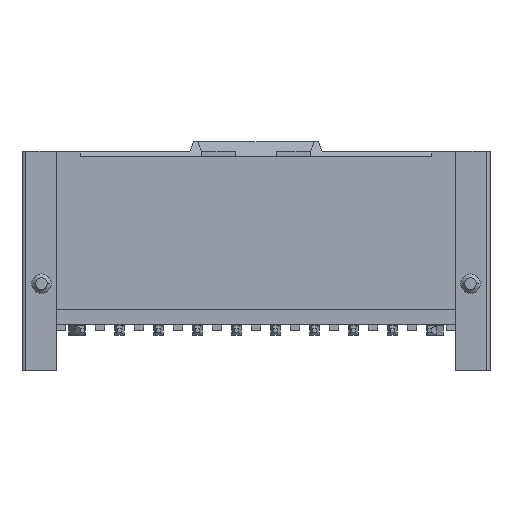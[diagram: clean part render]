
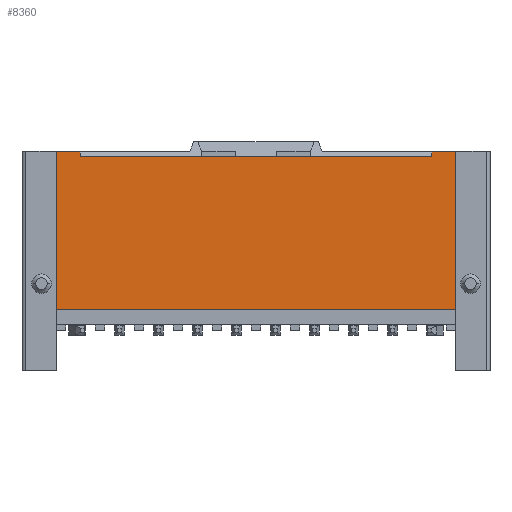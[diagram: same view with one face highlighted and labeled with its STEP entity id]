
A CAD part, top view. The second image highlights one B-rep face of the part: STEP entity #8360.
In plain terms, the highlighted planar face has unit normal (0, 0, 1).
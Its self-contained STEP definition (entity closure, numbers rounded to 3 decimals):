
#521=DIRECTION('',(-1.,0.,0.));
#522=VECTOR('',#521,1.15);
#523=CARTESIAN_POINT('',(-9.1,11.25,-0.1));
#524=LINE('',#523,#522);
#560=DIRECTION('',(-1.,0.,0.));
#561=VECTOR('',#560,1.15);
#562=CARTESIAN_POINT('',(10.25,11.25,-0.1));
#563=LINE('',#562,#561);
#1485=DIRECTION('',(-0.707,0.707,0.));
#1486=VECTOR('',#1485,0.141);
#1487=CARTESIAN_POINT('',(-9.,11.15,-0.1));
#1488=LINE('',#1487,#1486);
#1489=DIRECTION('',(0.,-1.,0.));
#1490=VECTOR('',#1489,0.2);
#1491=CARTESIAN_POINT('',(-9.,11.15,-0.1));
#1492=LINE('',#1491,#1490);
#1493=DIRECTION('',(1.,0.,0.));
#1494=VECTOR('',#1493,18.);
#1495=CARTESIAN_POINT('',(-9.,10.95,-0.1));
#1496=LINE('',#1495,#1494);
#1497=DIRECTION('',(0.,-1.,0.));
#1498=VECTOR('',#1497,0.2);
#1499=CARTESIAN_POINT('',(9.,11.15,-0.1));
#1500=LINE('',#1499,#1498);
#1501=DIRECTION('',(-0.707,-0.707,0.));
#1502=VECTOR('',#1501,0.141);
#1503=CARTESIAN_POINT('',(9.1,11.25,-0.1));
#1504=LINE('',#1503,#1502);
#1505=DIRECTION('',(-1.,0.,0.));
#1506=VECTOR('',#1505,20.5);
#1507=CARTESIAN_POINT('',(10.25,3.15,-0.1));
#1508=LINE('',#1507,#1506);
#1585=DIRECTION('',(0.,1.,0.));
#1586=VECTOR('',#1585,8.1);
#1587=CARTESIAN_POINT('',(10.25,3.15,-0.1));
#1588=LINE('',#1587,#1586);
#1721=DIRECTION('',(0.,1.,0.));
#1722=VECTOR('',#1721,8.1);
#1723=CARTESIAN_POINT('',(-10.25,3.15,-0.1));
#1724=LINE('',#1723,#1722);
#4998=CARTESIAN_POINT('',(10.25,3.15,-0.1));
#5000=VERTEX_POINT('',#4998);
#5008=CARTESIAN_POINT('',(-10.25,3.15,-0.1));
#5010=VERTEX_POINT('',#5008);
#5025=CARTESIAN_POINT('',(-10.25,11.25,-0.1));
#5027=VERTEX_POINT('',#5025);
#5029=CARTESIAN_POINT('',(10.25,11.25,-0.1));
#5031=VERTEX_POINT('',#5029);
#5177=CARTESIAN_POINT('',(-9.,10.95,-0.1));
#5178=CARTESIAN_POINT('',(9.,10.95,-0.1));
#5179=VERTEX_POINT('',#5177);
#5180=VERTEX_POINT('',#5178);
#5671=CARTESIAN_POINT('',(-9.,11.15,-0.1));
#5672=CARTESIAN_POINT('',(-9.1,11.25,-0.1));
#5673=VERTEX_POINT('',#5671);
#5674=VERTEX_POINT('',#5672);
#5675=CARTESIAN_POINT('',(9.1,11.25,-0.1));
#5676=CARTESIAN_POINT('',(9.,11.15,-0.1));
#5677=VERTEX_POINT('',#5675);
#5678=VERTEX_POINT('',#5676);
#8336=CARTESIAN_POINT('',(10.25,3.15,-0.1));
#8337=DIRECTION('',(0.,0.,-1.));
#8338=DIRECTION('',(0.,1.,0.));
#8339=AXIS2_PLACEMENT_3D('',#8336,#8337,#8338);
#8340=PLANE('',#8339);
#8342=ORIENTED_EDGE('',*,*,#8341,.F.);
#8344=ORIENTED_EDGE('',*,*,#8343,.T.);
#8346=ORIENTED_EDGE('',*,*,#8345,.T.);
#8348=ORIENTED_EDGE('',*,*,#8347,.F.);
#8349=ORIENTED_EDGE('',*,*,#8327,.F.);
#8350=ORIENTED_EDGE('',*,*,#7199,.F.);
#8352=ORIENTED_EDGE('',*,*,#8351,.F.);
#8354=ORIENTED_EDGE('',*,*,#8353,.T.);
#8356=ORIENTED_EDGE('',*,*,#8355,.T.);
#8357=ORIENTED_EDGE('',*,*,#7168,.F.);
#8358=EDGE_LOOP('',(#8342,#8344,#8346,#8348,#8349,#8350,#8352,#8354,#8356,
#8357));
#8359=FACE_OUTER_BOUND('',#8358,.F.);
#8360=ADVANCED_FACE('',(#8359),#8340,.F.);
#7168=EDGE_CURVE('',#5674,#5027,#524,.T.);
#7199=EDGE_CURVE('',#5031,#5677,#563,.T.);
#8327=EDGE_CURVE('',#5677,#5678,#1504,.T.);
#8341=EDGE_CURVE('',#5673,#5674,#1488,.T.);
#8343=EDGE_CURVE('',#5673,#5179,#1492,.T.);
#8345=EDGE_CURVE('',#5179,#5180,#1496,.T.);
#8347=EDGE_CURVE('',#5678,#5180,#1500,.T.);
#8351=EDGE_CURVE('',#5000,#5031,#1588,.T.);
#8353=EDGE_CURVE('',#5000,#5010,#1508,.T.);
#8355=EDGE_CURVE('',#5010,#5027,#1724,.T.);
